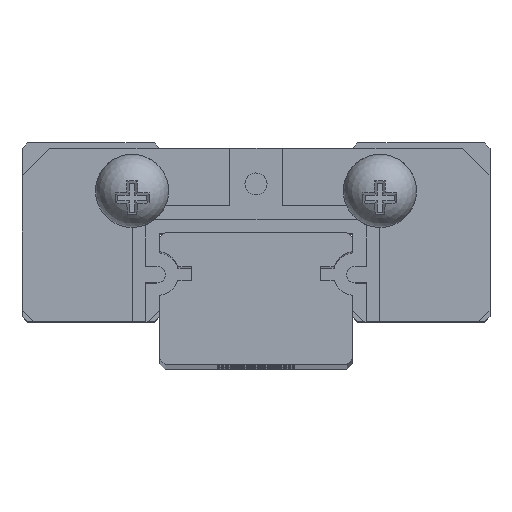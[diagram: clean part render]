
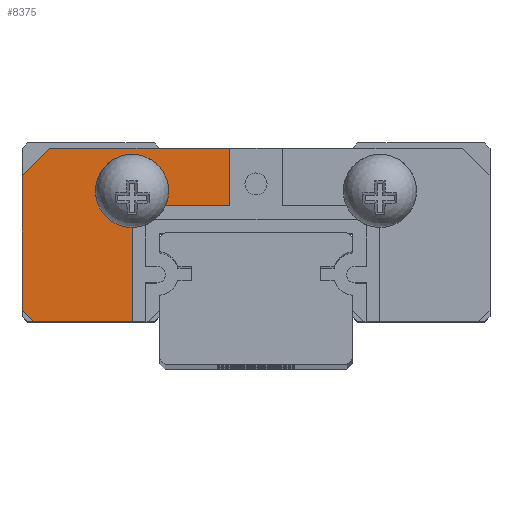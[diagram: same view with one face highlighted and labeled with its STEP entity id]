
A CAD part, top view. The second image highlights one B-rep face of the part: STEP entity #8375.
In plain terms, the highlighted planar face has unit normal (0, 0, 1).
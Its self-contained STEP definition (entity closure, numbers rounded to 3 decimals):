
#28 = CARTESIAN_POINT ( 'NONE',  ( -8.5, -2.85, 11.25 ) ) ;
#62 = EDGE_CURVE ( 'NONE', #10309, #2918, #4308, .T. ) ;
#143 = PLANE ( 'NONE',  #7629 ) ;
#299 = VERTEX_POINT ( 'NONE', #7345 ) ;
#374 = CARTESIAN_POINT ( 'NONE',  ( -0.963, 0., 11.25 ) ) ;
#455 = LINE ( 'NONE', #10912, #9488 ) ;
#505 = ORIENTED_EDGE ( 'NONE', *, *, #807, .T. ) ;
#618 = DIRECTION ( 'NONE',  ( 0., 1., 0. ) ) ;
#752 = EDGE_CURVE ( 'NONE', #3486, #299, #6867, .T. ) ;
#768 = EDGE_CURVE ( 'NONE', #299, #10432, #7127, .T. ) ;
#792 = EDGE_CURVE ( 'NONE', #5343, #10432, #2439, .T. ) ;
#807 = EDGE_CURVE ( 'NONE', #5343, #9503, #8287, .T. ) ;
#824 = EDGE_CURVE ( 'NONE', #6624, #9503, #6073, .T. ) ;
#842 = EDGE_CURVE ( 'NONE', #6624, #7427, #8028, .T. ) ;
#861 = EDGE_CURVE ( 'NONE', #7427, #7699, #3140, .T. ) ;
#882 = EDGE_CURVE ( 'NONE', #2918, #7699, #455, .T. ) ;
#895 = EDGE_CURVE ( 'NONE', #6745, #10309, #2871, .T. ) ;
#1032 = VECTOR ( 'NONE', #10792, 1000. ) ;
#1426 = FACE_OUTER_BOUND ( 'NONE', #10132, .T. ) ;
#1479 = CARTESIAN_POINT ( 'NONE',  ( -8.1, -3.25, 11.25 ) ) ;
#1540 = CARTESIAN_POINT ( 'NONE',  ( 0., 0.95, 11.25 ) ) ;
#1974 = CARTESIAN_POINT ( 'NONE',  ( -4.5, -3.25, 11.25 ) ) ;
#2004 = ORIENTED_EDGE ( 'NONE', *, *, #62, .F. ) ;
#2179 = ORIENTED_EDGE ( 'NONE', *, *, #752, .T. ) ;
#2220 = CARTESIAN_POINT ( 'NONE',  ( 0., 3.05, 11.25 ) ) ;
#2254 = DIRECTION ( 'NONE',  ( 0., -1., 0. ) ) ;
#2439 = LINE ( 'NONE', #2220, #8560 ) ;
#2552 = DIRECTION ( 'NONE',  ( 0., 0., 1. ) ) ;
#2709 = CARTESIAN_POINT ( 'NONE',  ( -0.963, 3.05, 11.25 ) ) ;
#2871 = CIRCLE ( 'NONE', #6919, 1.33 ) ;
#2918 = VERTEX_POINT ( 'NONE', #5120 ) ;
#3134 = DIRECTION ( 'NONE',  ( 1., 0., 0. ) ) ;
#3140 = LINE ( 'NONE', #10867, #1032 ) ;
#3259 = CARTESIAN_POINT ( 'NONE',  ( -4.5, 1.496, 11.25 ) ) ;
#3437 = VECTOR ( 'NONE', #9437, 1000. ) ;
#3460 = AXIS2_PLACEMENT_3D ( 'NONE', #7787, #2552, #8634 ) ;
#3486 = VERTEX_POINT ( 'NONE', #3987 ) ;
#3772 = DIRECTION ( 'NONE',  ( 1., 0., 0. ) ) ;
#3987 = CARTESIAN_POINT ( 'NONE',  ( -3.288, 0.95, 11.25 ) ) ;
#4099 = ORIENTED_EDGE ( 'NONE', *, *, #842, .T. ) ;
#4162 = DIRECTION ( 'NONE',  ( 1., 0., 0. ) ) ;
#4308 = CIRCLE ( 'NONE', #3460, 1.33 ) ;
#4596 = ORIENTED_EDGE ( 'NONE', *, *, #10881, .F. ) ;
#4750 = CIRCLE ( 'NONE', #9698, 1.33 ) ;
#4935 = CARTESIAN_POINT ( 'NONE',  ( -5.83, 1.496, 11.25 ) ) ;
#5120 = CARTESIAN_POINT ( 'NONE',  ( -4.5, 0.167, 11.25 ) ) ;
#5343 = VERTEX_POINT ( 'NONE', #10784 ) ;
#5808 = VECTOR ( 'NONE', #8766, 1000. ) ;
#6073 = LINE ( 'NONE', #8204, #5808 ) ;
#6329 = VECTOR ( 'NONE', #8537, 1000. ) ;
#6381 = CARTESIAN_POINT ( 'NONE',  ( 0., 0., 11.25 ) ) ;
#6397 = CARTESIAN_POINT ( 'NONE',  ( -3.17, 1.496, 11.25 ) ) ;
#6600 = VECTOR ( 'NONE', #618, 1000. ) ;
#6624 = VERTEX_POINT ( 'NONE', #28 ) ;
#6656 = ORIENTED_EDGE ( 'NONE', *, *, #824, .F. ) ;
#6745 = VERTEX_POINT ( 'NONE', #6397 ) ;
#6867 = LINE ( 'NONE', #1540, #11084 ) ;
#6919 = AXIS2_PLACEMENT_3D ( 'NONE', #9070, #7803, #8311 ) ;
#7127 = LINE ( 'NONE', #374, #6600 ) ;
#7345 = CARTESIAN_POINT ( 'NONE',  ( -0.963, 0.95, 11.25 ) ) ;
#7427 = VERTEX_POINT ( 'NONE', #1479 ) ;
#7449 = CARTESIAN_POINT ( 'NONE',  ( -8.5, 2.05, 11.25 ) ) ;
#7629 = AXIS2_PLACEMENT_3D ( 'NONE', #6381, #8930, #3772 ) ;
#7699 = VERTEX_POINT ( 'NONE', #1974 ) ;
#7787 = CARTESIAN_POINT ( 'NONE',  ( -4.5, 1.496, 11.25 ) ) ;
#7803 = DIRECTION ( 'NONE',  ( 0., 0., 1. ) ) ;
#8028 = LINE ( 'NONE', #8077, #3437 ) ;
#8077 = CARTESIAN_POINT ( 'NONE',  ( -5.675, -5.675, 11.25 ) ) ;
#8146 = ORIENTED_EDGE ( 'NONE', *, *, #882, .F. ) ;
#8204 = CARTESIAN_POINT ( 'NONE',  ( -8.5, 0., 11.25 ) ) ;
#8287 = LINE ( 'NONE', #8655, #6329 ) ;
#8311 = DIRECTION ( 'NONE',  ( 1., 0., 0. ) ) ;
#8375 = ADVANCED_FACE ( 'NONE', ( #1426 ), #143, .T. ) ;
#8537 = DIRECTION ( 'NONE',  ( -0.707, -0.707, 0. ) ) ;
#8560 = VECTOR ( 'NONE', #11030, 1000. ) ;
#8634 = DIRECTION ( 'NONE',  ( 1., 0., 0. ) ) ;
#8655 = CARTESIAN_POINT ( 'NONE',  ( -5.275, 5.275, 11.25 ) ) ;
#8766 = DIRECTION ( 'NONE',  ( 0., 1., 0. ) ) ;
#8930 = DIRECTION ( 'NONE',  ( 0., 0., 1. ) ) ;
#9070 = CARTESIAN_POINT ( 'NONE',  ( -4.5, 1.496, 11.25 ) ) ;
#9282 = DIRECTION ( 'NONE',  ( 0., 0., 1. ) ) ;
#9286 = ORIENTED_EDGE ( 'NONE', *, *, #792, .F. ) ;
#9437 = DIRECTION ( 'NONE',  ( 0.707, -0.707, 0. ) ) ;
#9488 = VECTOR ( 'NONE', #2254, 1000. ) ;
#9503 = VERTEX_POINT ( 'NONE', #7449 ) ;
#9510 = ORIENTED_EDGE ( 'NONE', *, *, #895, .F. ) ;
#9698 = AXIS2_PLACEMENT_3D ( 'NONE', #3259, #9282, #4162 ) ;
#9925 = ORIENTED_EDGE ( 'NONE', *, *, #768, .T. ) ;
#10132 = EDGE_LOOP ( 'NONE', ( #4596, #2179, #9925, #9286, #505, #6656, #4099, #10384, #8146, #2004, #9510 ) ) ;
#10309 = VERTEX_POINT ( 'NONE', #4935 ) ;
#10384 = ORIENTED_EDGE ( 'NONE', *, *, #861, .T. ) ;
#10432 = VERTEX_POINT ( 'NONE', #2709 ) ;
#10784 = CARTESIAN_POINT ( 'NONE',  ( -7.5, 3.05, 11.25 ) ) ;
#10792 = DIRECTION ( 'NONE',  ( 1., 0., 0. ) ) ;
#10867 = CARTESIAN_POINT ( 'NONE',  ( 0., -3.25, 11.25 ) ) ;
#10881 = EDGE_CURVE ( 'NONE', #3486, #6745, #4750, .T. ) ;
#10912 = CARTESIAN_POINT ( 'NONE',  ( -4.5, 0., 11.25 ) ) ;
#11030 = DIRECTION ( 'NONE',  ( 1., 0., 0. ) ) ;
#11084 = VECTOR ( 'NONE', #3134, 1000. ) ;
